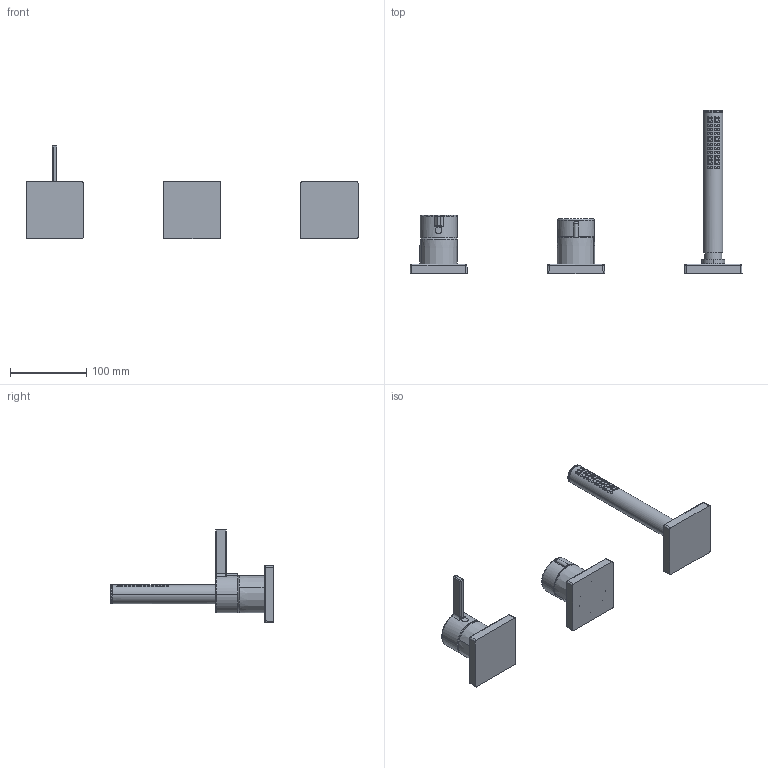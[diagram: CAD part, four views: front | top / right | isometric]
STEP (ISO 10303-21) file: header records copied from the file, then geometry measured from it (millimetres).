
FILE_DESCRIPTION (( 'STEP AP203' ), '1' );
FILE_NAME ('57799483.STEP', '2020-04-23T08:19:31', ( '' ), ( '' ), 'SwSTEP 2.0', 'SolidWorks 2016', '' );
FILE_SCHEMA (( 'CONFIG_CONTROL_DESIGN' ));
Length unit declared in the file: millimetre
Products named in the file (1): 57799483
Bounding box: 435 x 213.8 x 122.55 mm (x, y, z)
Volume: 594741.4 mm3; surface area: 105739.3 mm2
Topology: 10 solids, 10 shells, 215 faces, 457 edges, 316 vertices
Faces by surface type: bspline 99, cylinder 51, plane 40, torus 14, cone 8, sphere 3
Entity records: 16269 total; most frequent: CARTESIAN_POINT 12121, ORIENTED_EDGE 902, DIRECTION 628, EDGE_CURVE 451, VERTEX_POINT 316, EDGE_LOOP 275, AXIS2_PLACEMENT_3D 259, FACE_OUTER_BOUND 215
